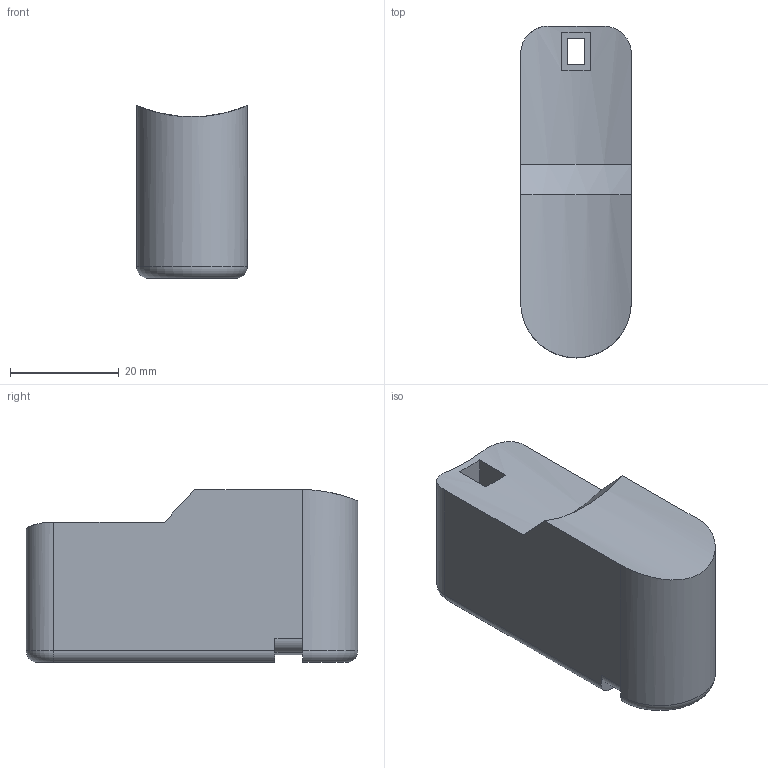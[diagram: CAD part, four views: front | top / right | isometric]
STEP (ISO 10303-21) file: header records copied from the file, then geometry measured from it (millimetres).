
FILE_DESCRIPTION(/* description */ (''),/* implementation_level */ '2;1');
FILE_NAME(/* name */ 'SensorBracket v6.step',/* time_stamp */ '2023-07-15T05:52:49-05:00',/* author */ (''),/* organization */ (''),/* preprocessor_version */ 'ST-DEVELOPER v19.2',/* originating_system */ 'Autodesk Translation Framework v12.6.0.85',/* authorisation */ '');
FILE_SCHEMA (('AUTOMOTIVE_DESIGN { 1 0 10303 214 3 1 1 }'));
Length unit declared in the file: inch
Products named in the file (1): SensorBracket
Bounding box: 20.32 x 60.96 x 31.75 mm (x, y, z)
Volume: 31323.9 mm3; surface area: 7118.2 mm2
Topology: 1 solids, 1 shells, 34 faces, 86 edges, 55 vertices
Faces by surface type: plane 19, cylinder 11, torus 3, cone 1
Entity records: 1091 total; most frequent: CARTESIAN_POINT 216, DIRECTION 175, ORIENTED_EDGE 172, EDGE_CURVE 86, AXIS2_PLACEMENT_3D 60, LINE 55, VECTOR 55, VERTEX_POINT 55
